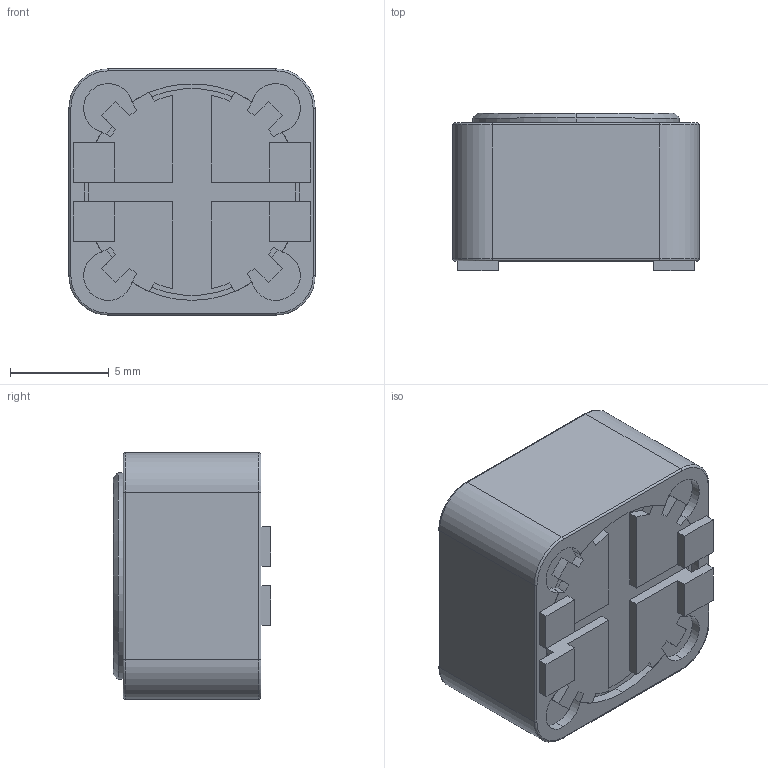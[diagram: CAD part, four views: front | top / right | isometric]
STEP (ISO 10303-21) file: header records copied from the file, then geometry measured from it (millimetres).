
FILE_DESCRIPTION (( 'STEP AP214' ), '1' );
FILE_NAME ('AD39E995-9E19-4881-BCF3-67A45B1CE0D5.STEP', '2009-02-19T23:55:17', ( 'sysAdmin' ), ( 'SolidWorks' ), 'SwSTEP 2.0', 'SolidWorks 2009', '' );
FILE_SCHEMA (( 'AUTOMOTIVE_DESIGN' ));
Length unit declared in the file: millimetre
Products named in the file (1): AD39E995-9E19-4881-BCF3-67A45B1CE0D5
Bounding box: 12.5 x 8 x 12.5 mm (x, y, z)
Surface area: 1260.8 mm2 (no closed solid volume)
Topology: 0 solids, 4 shells, 236 faces, 651 edges, 421 vertices
Faces by surface type: plane 110, cylinder 68, bspline 36, torus 19, cone 2, sphere 1
Entity records: 12074 total; most frequent: CARTESIAN_POINT 3700, ORIENTED_EDGE 1173, DIRECTION 1147, EDGE_CURVE 640, VERTEX_POINT 419, VECTOR 391, LINE 391, AXIS2_PLACEMENT_3D 378
